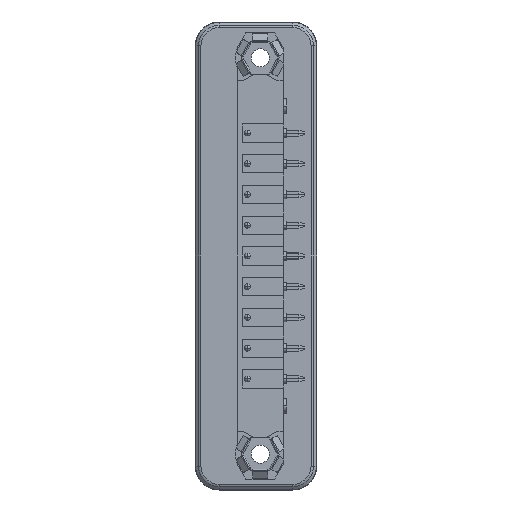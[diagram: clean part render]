
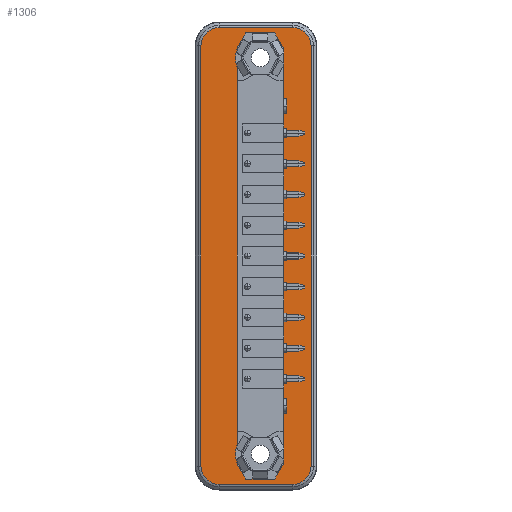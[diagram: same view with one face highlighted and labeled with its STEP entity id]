
A CAD part, left-side view. The second image highlights one B-rep face of the part: STEP entity #1306.
In plain terms, the highlighted planar face has unit normal (-1, 0, 0).
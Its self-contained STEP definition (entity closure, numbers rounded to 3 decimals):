
#1306=ADVANCED_FACE('',(#3411,#3412),#3413,.T.);
#3411=FACE_OUTER_BOUND('',#6384,.T.);
#3412=FACE_BOUND('',#6385,.T.);
#3413=PLANE('',#6386);
#6384=EDGE_LOOP('',(#10155,#10156,#10157,#10158,#10159,#10160,#10161,#10162));
#6385=EDGE_LOOP('',(#10163,#10164,#10165,#10166,#10167,#10168,#10169,#10170,#10171,#10172,#10173,#10174));
#6386=AXIS2_PLACEMENT_3D('',#10175,#10176,#10177);
#10155=ORIENTED_EDGE('',*,*,#17820,.F.);
#10156=ORIENTED_EDGE('',*,*,#17628,.F.);
#10157=ORIENTED_EDGE('',*,*,#17127,.F.);
#10158=ORIENTED_EDGE('',*,*,#17281,.F.);
#10159=ORIENTED_EDGE('',*,*,#17821,.T.);
#10160=ORIENTED_EDGE('',*,*,#17822,.T.);
#10161=ORIENTED_EDGE('',*,*,#17823,.T.);
#10162=ORIENTED_EDGE('',*,*,#17824,.T.);
#10163=ORIENTED_EDGE('',*,*,#17825,.T.);
#10164=ORIENTED_EDGE('',*,*,#17826,.F.);
#10165=ORIENTED_EDGE('',*,*,#17827,.F.);
#10166=ORIENTED_EDGE('',*,*,#17828,.F.);
#10167=ORIENTED_EDGE('',*,*,#17829,.F.);
#10168=ORIENTED_EDGE('',*,*,#17830,.T.);
#10169=ORIENTED_EDGE('',*,*,#17831,.T.);
#10170=ORIENTED_EDGE('',*,*,#17832,.F.);
#10171=ORIENTED_EDGE('',*,*,#17833,.F.);
#10172=ORIENTED_EDGE('',*,*,#17834,.F.);
#10173=ORIENTED_EDGE('',*,*,#17835,.F.);
#10174=ORIENTED_EDGE('',*,*,#17836,.F.);
#10175=CARTESIAN_POINT('',(-1.158,13.348,-45.39));
#10176=DIRECTION('',(-1.0,0.0,0.0));
#10177=DIRECTION('',(0.0,0.0,1.0));
#17127=EDGE_CURVE('',#20314,#20317,#20318,.T.);
#17281=EDGE_CURVE('',#20590,#20314,#20593,.T.);
#17628=EDGE_CURVE('',#20317,#21170,#21174,.T.);
#17820=EDGE_CURVE('',#21170,#21482,#21483,.T.);
#17821=EDGE_CURVE('',#20590,#21484,#21485,.T.);
#17822=EDGE_CURVE('',#21484,#21486,#21487,.T.);
#17823=EDGE_CURVE('',#21486,#21488,#21489,.T.);
#17824=EDGE_CURVE('',#21488,#21482,#21490,.T.);
#17825=EDGE_CURVE('',#21491,#21492,#21493,.T.);
#17826=EDGE_CURVE('',#21494,#21492,#21495,.T.);
#17827=EDGE_CURVE('',#21496,#21494,#21497,.T.);
#17828=EDGE_CURVE('',#21498,#21496,#21499,.T.);
#17829=EDGE_CURVE('',#21500,#21498,#21501,.T.);
#17830=EDGE_CURVE('',#21500,#21502,#21503,.T.);
#17831=EDGE_CURVE('',#21502,#21504,#21505,.T.);
#17832=EDGE_CURVE('',#21506,#21504,#21507,.T.);
#17833=EDGE_CURVE('',#21508,#21506,#21509,.T.);
#17834=EDGE_CURVE('',#21510,#21508,#21511,.T.);
#17835=EDGE_CURVE('',#21512,#21510,#21513,.T.);
#17836=EDGE_CURVE('',#21491,#21512,#21514,.T.);
#20314=VERTEX_POINT('',#24783);
#20317=VERTEX_POINT('',#24787);
#20318=LINE('',#24788,#24789);
#20590=VERTEX_POINT('',#25192);
#20593=CIRCLE('',#25196,3.0);
#21170=VERTEX_POINT('',#26016);
#21174=CIRCLE('',#26021,3.0);
#21482=VERTEX_POINT('',#26445);
#21483=LINE('',#26446,#26447);
#21484=VERTEX_POINT('',#26448);
#21485=LINE('',#26449,#26450);
#21486=VERTEX_POINT('',#26451);
#21487=CIRCLE('',#26452,3.0);
#21488=VERTEX_POINT('',#26453);
#21489=LINE('',#26454,#26455);
#21490=CIRCLE('',#26456,3.0);
#21491=VERTEX_POINT('',#26457);
#21492=VERTEX_POINT('',#26458);
#21493=LINE('',#26459,#26460);
#21494=VERTEX_POINT('',#26461);
#21495=LINE('',#26462,#26463);
#21496=VERTEX_POINT('',#26464);
#21497=LINE('',#26465,#26466);
#21498=VERTEX_POINT('',#26467);
#21499=LINE('',#26468,#26469);
#21500=VERTEX_POINT('',#26470);
#21501=LINE('',#26471,#26472);
#21502=VERTEX_POINT('',#26473);
#21503=CIRCLE('',#26474,4.1);
#21504=VERTEX_POINT('',#26475);
#21505=LINE('',#26476,#26477);
#21506=VERTEX_POINT('',#26478);
#21507=CIRCLE('',#26479,4.1);
#21508=VERTEX_POINT('',#26480);
#21509=LINE('',#26481,#26482);
#21510=VERTEX_POINT('',#26483);
#21511=LINE('',#26484,#26485);
#21512=VERTEX_POINT('',#26486);
#21513=LINE('',#26487,#26488);
#21514=LINE('',#26489,#26490);
#24783=CARTESIAN_POINT('',(-1.158,16.048,4.025));
#24787=CARTESIAN_POINT('',(-1.158,3.848,4.025));
#24788=CARTESIAN_POINT('',(-1.158,-32.395,4.025));
#24789=VECTOR('',#30974,1.0);
#25192=CARTESIAN_POINT('',(-1.158,19.048,1.025));
#25196=AXIS2_PLACEMENT_3D('',#31125,#31126,#31127);
#26016=CARTESIAN_POINT('',(-1.158,0.848,1.025));
#26021=AXIS2_PLACEMENT_3D('',#31534,#31535,#31536);
#26445=CARTESIAN_POINT('',(-1.158,0.848,-68.455));
#26446=CARTESIAN_POINT('',(-1.158,0.848,-55.55));
#26447=VECTOR('',#31749,1.0);
#26448=CARTESIAN_POINT('',(-1.158,19.048,-68.455));
#26449=CARTESIAN_POINT('',(-1.158,19.048,-42.36));
#26450=VECTOR('',#31750,1.0);
#26451=CARTESIAN_POINT('',(-1.158,16.048,-71.455));
#26452=AXIS2_PLACEMENT_3D('',#31751,#31752,#31753);
#26453=CARTESIAN_POINT('',(-1.158,3.848,-71.455));
#26454=CARTESIAN_POINT('',(-1.158,-32.395,-71.455));
#26455=VECTOR('',#31754,1.0);
#26456=AXIS2_PLACEMENT_3D('',#31755,#31756,#31757);
#26457=CARTESIAN_POINT('',(-1.158,5.378,0.582));
#26458=CARTESIAN_POINT('',(-1.158,5.378,-68.012));
#26459=CARTESIAN_POINT('',(-1.158,5.378,-48.955));
#26460=VECTOR('',#31758,1.0);
#26461=CARTESIAN_POINT('',(-1.158,6.863,-70.585));
#26462=CARTESIAN_POINT('',(-1.158,-5.625,-48.955));
#26463=VECTOR('',#31759,1.0);
#26464=CARTESIAN_POINT('',(-1.158,11.632,-70.585));
#26465=CARTESIAN_POINT('',(-1.158,-32.395,-70.585));
#26466=VECTOR('',#31760,1.0);
#26467=CARTESIAN_POINT('',(-1.158,13.048,-68.133));
#26468=CARTESIAN_POINT('',(-1.158,24.12,-48.955));
#26469=VECTOR('',#31761,1.0);
#26470=CARTESIAN_POINT('',(-1.158,13.048,-67.994));
#26471=CARTESIAN_POINT('',(-1.158,13.048,-48.955));
#26472=VECTOR('',#31762,1.0);
#26473=CARTESIAN_POINT('',(-1.158,13.048,-64.916));
#26474=AXIS2_PLACEMENT_3D('',#31763,#31764,#31765);
#26475=CARTESIAN_POINT('',(-1.158,13.048,-2.514));
#26476=CARTESIAN_POINT('',(-1.158,13.048,-48.955));
#26477=VECTOR('',#31766,1.0);
#26478=CARTESIAN_POINT('',(-1.158,13.048,0.564));
#26479=AXIS2_PLACEMENT_3D('',#31767,#31768,#31769);
#26480=CARTESIAN_POINT('',(-1.158,13.048,0.703));
#26481=CARTESIAN_POINT('',(-1.158,13.048,-13.395));
#26482=VECTOR('',#31770,1.0);
#26483=CARTESIAN_POINT('',(-1.158,11.632,3.155));
#26484=CARTESIAN_POINT('',(-1.158,21.187,-13.395));
#26485=VECTOR('',#31771,1.0);
#26486=CARTESIAN_POINT('',(-1.158,6.863,3.155));
#26487=CARTESIAN_POINT('',(-1.158,-32.395,3.155));
#26488=VECTOR('',#31772,1.0);
#26489=CARTESIAN_POINT('',(-1.158,-2.692,-13.395));
#26490=VECTOR('',#31773,1.0);
#30974=DIRECTION('',(0.0,-1.0,0.0));
#31125=CARTESIAN_POINT('',(-1.158,16.048,1.025));
#31126=DIRECTION('',(1.0,0.0,0.0));
#31127=DIRECTION('',(0.0,-1.0,0.0));
#31534=CARTESIAN_POINT('',(-1.158,3.848,1.025));
#31535=DIRECTION('',(1.0,0.0,0.0));
#31536=DIRECTION('',(0.0,-1.0,0.0));
#31749=DIRECTION('',(0.0,0.0,-1.0));
#31750=DIRECTION('',(0.0,0.0,-1.0));
#31751=CARTESIAN_POINT('',(-1.158,16.048,-68.455));
#31752=DIRECTION('',(-1.0,0.0,0.0));
#31753=DIRECTION('',(0.0,-1.0,0.0));
#31754=DIRECTION('',(0.0,-1.0,0.0));
#31755=CARTESIAN_POINT('',(-1.158,3.848,-68.455));
#31756=DIRECTION('',(-1.0,0.0,0.0));
#31757=DIRECTION('',(0.0,-1.0,0.0));
#31758=DIRECTION('',(0.0,0.0,-1.0));
#31759=DIRECTION('',(0.0,-0.5,0.866));
#31760=DIRECTION('',(0.0,-1.0,0.));
#31761=DIRECTION('',(0.0,-0.5,-0.866));
#31762=DIRECTION('',(0.0,0.,-1.0));
#31763=CARTESIAN_POINT('',(-1.158,9.248,-66.455));
#31764=DIRECTION('',(1.0,0.0,0.0));
#31765=DIRECTION('',(0.0,0.,-1.0));
#31766=DIRECTION('',(0.0,0.0,1.0));
#31767=CARTESIAN_POINT('',(-1.158,9.248,-0.975));
#31768=DIRECTION('',(-1.0,0.0,0.0));
#31769=DIRECTION('',(0.0,0.,1.0));
#31770=DIRECTION('',(0.0,0.,-1.0));
#31771=DIRECTION('',(0.0,0.5,-0.866));
#31772=DIRECTION('',(0.0,1.0,0.));
#31773=DIRECTION('',(0.0,0.5,0.866));
